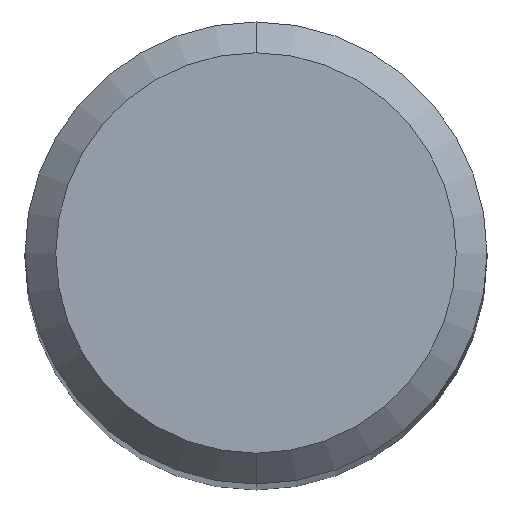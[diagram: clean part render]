
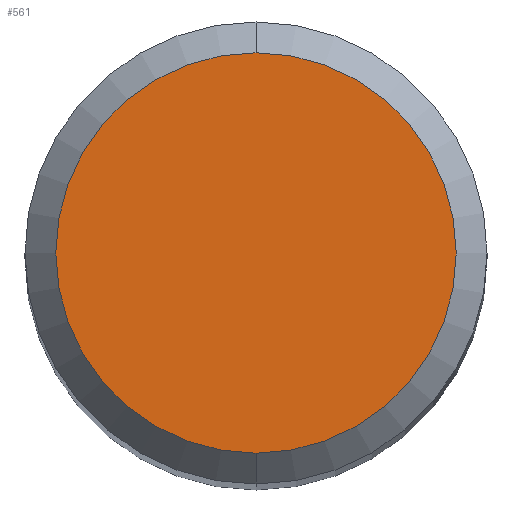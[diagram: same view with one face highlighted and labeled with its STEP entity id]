
A CAD part, top view. The second image highlights one B-rep face of the part: STEP entity #561.
In plain terms, the highlighted planar face has unit normal (0, 0, 1).
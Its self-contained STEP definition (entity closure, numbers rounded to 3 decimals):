
#561=ADVANCED_FACE('',(#1523),#1524,.T.);
#687=VERTEX_POINT('',#1667);
#827=VERTEX_POINT('',#1822);
#1275=EDGE_CURVE('',#687,#827,#2299,.T.);
#1355=EDGE_CURVE('',#827,#687,#2392,.T.);
#1523=FACE_OUTER_BOUND('',#2780,.T.);
#1524=PLANE('',#2781);
#1667=CARTESIAN_POINT('',(0.0,2.6,0.0));
#1822=CARTESIAN_POINT('',(0.,-2.6,0.0));
#2299=CIRCLE('',#9090,2.6);
#2392=CIRCLE('',#11448,2.6);
#2780=EDGE_LOOP('',(#12127,#12128));
#2781=AXIS2_PLACEMENT_3D('',#12129,#12130,#12131);
#9090=AXIS2_PLACEMENT_3D('',#12921,#12922,#12923);
#11448=AXIS2_PLACEMENT_3D('',#13048,#13049,#13050);
#12127=ORIENTED_EDGE('',*,*,#1275,.F.);
#12128=ORIENTED_EDGE('',*,*,#1355,.F.);
#12129=CARTESIAN_POINT('',(0.0,1.3,0.0));
#12130=DIRECTION('',(-0.0,0.0,1.0));
#12131=DIRECTION('',(0.0,-1.0,0.0));
#12921=CARTESIAN_POINT('',(0.0,0.0,0.0));
#12922=DIRECTION('',(0.0,0.0,-1.0));
#12923=DIRECTION('',(0.0,1.0,0.0));
#13048=CARTESIAN_POINT('',(0.0,0.0,0.0));
#13049=DIRECTION('',(0.0,0.0,-1.0));
#13050=DIRECTION('',(0.0,1.0,0.0));
